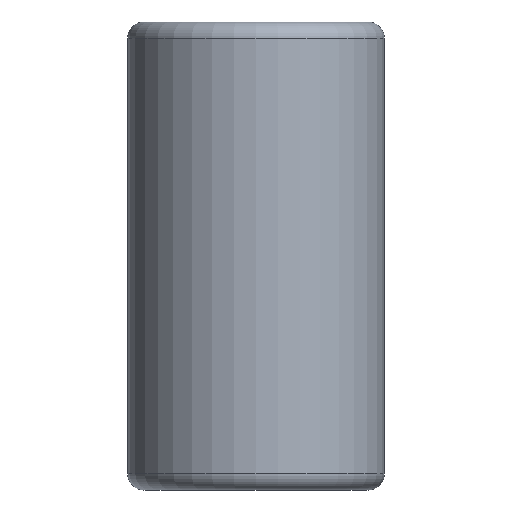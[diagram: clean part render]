
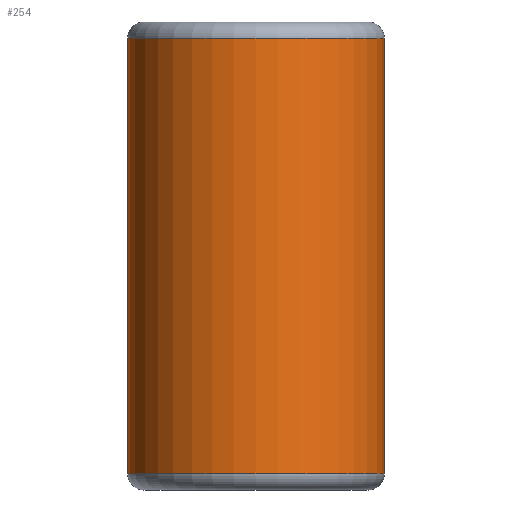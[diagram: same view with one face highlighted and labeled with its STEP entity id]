
A CAD part, front view. The second image highlights one B-rep face of the part: STEP entity #254.
In plain terms, the highlighted cylindrical face has radius 5.987 mm (diameter 11.974 mm), a partial arc.
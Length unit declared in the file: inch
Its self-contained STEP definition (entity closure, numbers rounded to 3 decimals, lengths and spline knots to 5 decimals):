
#178=CARTESIAN_POINT('',(-0.5649,0.07256,0.03));
#179=VERTEX_POINT('',#178);
#189=CARTESIAN_POINT('',(-0.0935,0.07256,0.03));
#190=VERTEX_POINT('',#189);
#217=CARTESIAN_POINT('',(-0.3292,0.07256,0.0));
#218=DIRECTION('',(0.0,0.0,1.0));
#219=DIRECTION('',(-1.0,0.0,0.0));
#220=AXIS2_PLACEMENT_3D('',#217,#218,#219);
#221=CYLINDRICAL_SURFACE('',#220,0.2357);
#222=CARTESIAN_POINT('',(-0.5649,0.07256,0.8293));
#223=VERTEX_POINT('',#222);
#224=CARTESIAN_POINT('',(-0.5649,0.07256,0.03));
#225=DIRECTION('',(0.0,0.0,1.0));
#226=VECTOR('',#225,0.7993);
#227=LINE('',#224,#226);
#228=EDGE_CURVE('',#179,#223,#227,.T.);
#229=ORIENTED_EDGE('',*,*,#228,.F.);
#230=CARTESIAN_POINT('',(-0.3292,0.07256,0.03));
#231=DIRECTION('',(0.0,0.0,-1.0));
#232=DIRECTION('',(-1.0,0.0,0.0));
#233=AXIS2_PLACEMENT_3D('',#230,#231,#232);
#234=CIRCLE('',#233,0.2357);
#235=EDGE_CURVE('',#190,#179,#234,.T.);
#236=ORIENTED_EDGE('',*,*,#235,.F.);
#237=CARTESIAN_POINT('',(-0.0935,0.07256,0.8293));
#238=VERTEX_POINT('',#237);
#239=CARTESIAN_POINT('',(-0.0935,0.07256,0.8293));
#240=DIRECTION('',(0.0,0.0,-1.0));
#241=VECTOR('',#240,0.7993);
#242=LINE('',#239,#241);
#243=EDGE_CURVE('',#238,#190,#242,.T.);
#244=ORIENTED_EDGE('',*,*,#243,.F.);
#245=CARTESIAN_POINT('',(-0.3292,0.07256,0.8293));
#246=DIRECTION('',(0.0,0.0,1.0));
#247=DIRECTION('',(-1.0,0.0,0.0));
#248=AXIS2_PLACEMENT_3D('',#245,#246,#247);
#249=CIRCLE('',#248,0.2357);
#250=EDGE_CURVE('',#223,#238,#249,.T.);
#251=ORIENTED_EDGE('',*,*,#250,.F.);
#252=EDGE_LOOP('',(#229,#236,#244,#251));
#253=FACE_OUTER_BOUND('',#252,.T.);
#254=ADVANCED_FACE('',(#253),#221,.T.);
